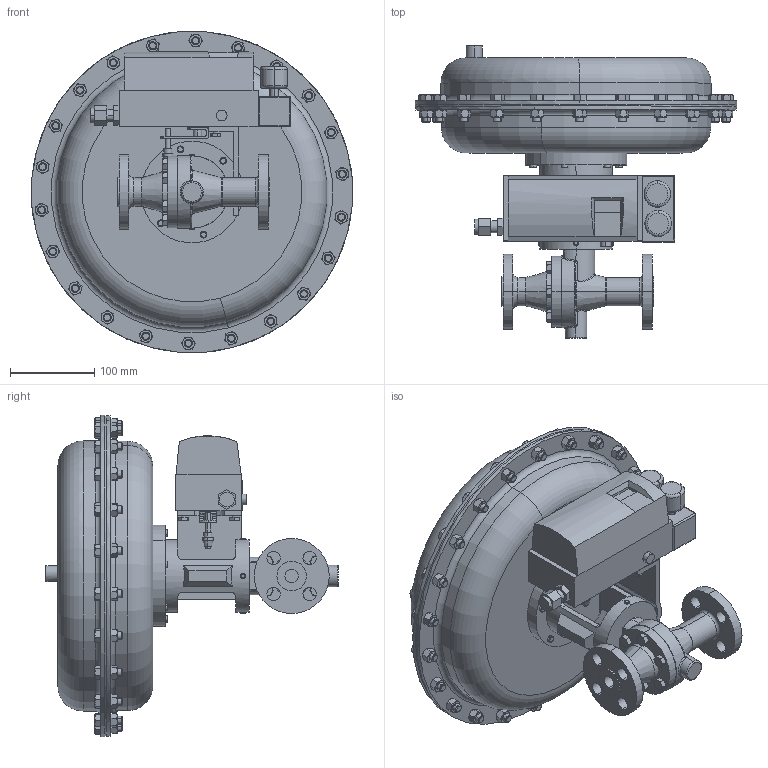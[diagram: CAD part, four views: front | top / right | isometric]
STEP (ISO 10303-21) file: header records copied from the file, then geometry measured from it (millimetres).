
FILE_DESCRIPTION (( 'STEP AP203' ), '1' );
FILE_NAME ('70SP-050-CS+S6-I5-85M-16IQ.STEP', '2017-09-11T13:15:02', ( '' ), ( '' ), 'SwSTEP 2.0', 'SolidWorks 2014', '' );
FILE_SCHEMA (( 'CONFIG_CONTROL_DESIGN' ));
Length unit declared in the file: inch
Products named in the file (1): 70SP-050-CS+S6-I5-85M-16IQ
Bounding box: 380.96 x 347 x 380.89 mm (x, y, z)
Volume: 11271225.3 mm3; surface area: 550619 mm2
Topology: 1 solids, 1 shells, 1307 faces, 2981 edges, 1782 vertices
Faces by surface type: plane 528, cone 516, cylinder 206, torus 38, bspline 13, sphere 6
Entity records: 41307 total; most frequent: CARTESIAN_POINT 13180, ORIENTED_EDGE 5954, DIRECTION 5593, EDGE_CURVE 2977, AXIS2_PLACEMENT_3D 2287, VERTEX_POINT 1782, EDGE_LOOP 1437, ADVANCED_FACE 1307
